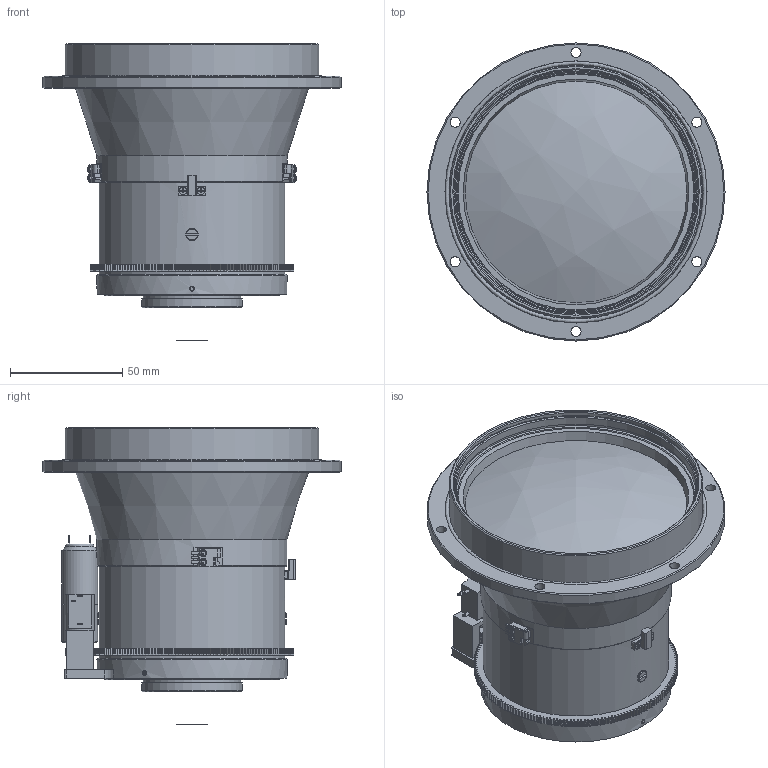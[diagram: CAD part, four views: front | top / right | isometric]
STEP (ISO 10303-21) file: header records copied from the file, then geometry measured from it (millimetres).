
FILE_DESCRIPTION (( 'STEP AP203' ), '1' );
FILE_NAME ('LB-0004-2100F1电动调焦镜头外形图-20201009.STEP', '2023-11-06T08:26:57', ( 'Windows User' ), ( 'P R C' ), 'SwSTEP 2.0', 'SolidWorks 2020', '' );
FILE_SCHEMA (( 'CONFIG_CONTROL_DESIGN' ));
Products named in the file (1): LB-0004-2100F1电动调焦镜头外形图-20201009
Bounding box: 133 x 133 x 132.46 mm (x, y, z)
Surface area: 79047.9 mm2 (no closed solid volume)
Topology: 0 solids, 24 shells, 2042 faces, 5717 edges, 3780 vertices
Faces by surface type: cylinder 1070, bspline 468, plane 439, cone 65
Full cylindrical faces by diameter (mm): 0.4 x2, 0.8 x3, 1.6 x8, 1.8 x2, 2 x8, 2.05 x7, 2.2 x2, 2.4 x6, 3 x3, 3.5 x4, 3.8 x4, 4 x1, 4.3 x4, 4.5 x6, 6 x2, 8 x1, 10 x2, 12.7 x1, 13 x1, 16 x2, 40 x1, 43.5 x1, 45 x1, 83 x2, 85 x2, 107 x1, 108.5 x1, 109 x1, 113 x1, 117 x1
Entity records: 110902 total; most frequent: CARTESIAN_POINT 60603, ORIENTED_EDGE 10972, DIRECTION 9838, EDGE_CURVE 5487, AXIS2_PLACEMENT_3D 3797, VERTEX_POINT 3703, EDGE_LOOP 2305, LINE 2244
